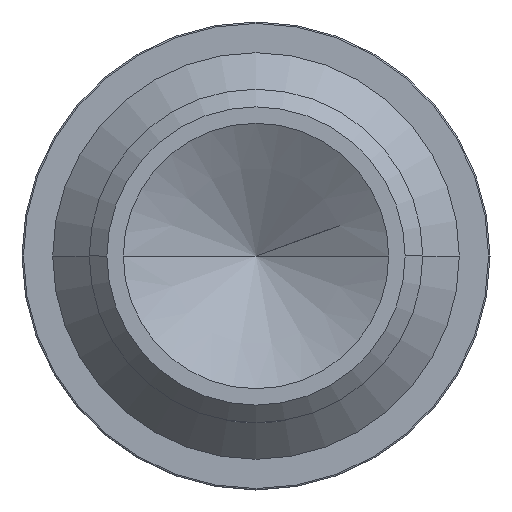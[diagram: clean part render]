
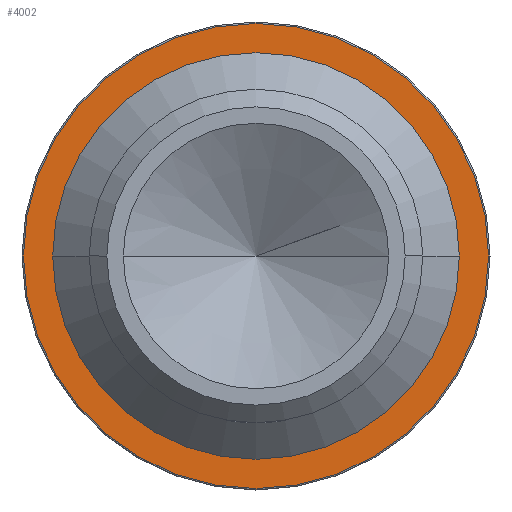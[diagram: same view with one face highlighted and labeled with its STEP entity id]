
A CAD part, front view. The second image highlights one B-rep face of the part: STEP entity #4002.
In plain terms, the highlighted planar face has unit normal (0, -1, 0).
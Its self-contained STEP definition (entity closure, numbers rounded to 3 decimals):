
#1764=CARTESIAN_POINT('',(0.,-0.004,0.));
#1765=DIRECTION('',(0.,-1.,0.));
#1766=DIRECTION('',(1.,0.,0.));
#1767=AXIS2_PLACEMENT_3D('',#1764,#1765,#1766);
#1779=CARTESIAN_POINT('',(0.,-0.004,0.));
#1780=DIRECTION('',(0.,-1.,0.));
#1781=DIRECTION('',(-1.,0.,0.));
#1782=AXIS2_PLACEMENT_3D('',#1779,#1780,#1781);
#1825=CARTESIAN_POINT('',(0.,-0.004,0.));
#1826=DIRECTION('',(0.,-1.,0.));
#1827=DIRECTION('',(-1.,0.,0.));
#1828=AXIS2_PLACEMENT_3D('',#1825,#1826,#1827);
#1830=CARTESIAN_POINT('',(0.,-0.004,0.));
#1831=DIRECTION('',(0.,1.,0.));
#1832=DIRECTION('',(-1.,0.,0.));
#1833=AXIS2_PLACEMENT_3D('',#1830,#1831,#1832);
#2223=CARTESIAN_POINT('',(-3.479,-0.004,0.));
#2225=VERTEX_POINT('',#2223);
#2229=CARTESIAN_POINT('',(3.479,-0.004,0.));
#2231=VERTEX_POINT('',#2229);
#2325=CARTESIAN_POINT('',(3.98,-0.004,0.));
#2326=CARTESIAN_POINT('',(-3.98,-0.004,0.));
#2327=VERTEX_POINT('',#2325);
#2328=VERTEX_POINT('',#2326);
#3986=CARTESIAN_POINT('',(0.,-0.004,0.));
#3987=DIRECTION('',(0.,1.,0.));
#3988=DIRECTION('',(1.,0.,0.));
#3989=AXIS2_PLACEMENT_3D('',#3986,#3987,#3988);
#3990=PLANE('',#3989);
#3991=ORIENTED_EDGE('',*,*,#3976,.F.);
#3993=ORIENTED_EDGE('',*,*,#3992,.F.);
#3994=EDGE_LOOP('',(#3991,#3993));
#3995=FACE_OUTER_BOUND('',#3994,.F.);
#3997=ORIENTED_EDGE('',*,*,#3996,.T.);
#3999=ORIENTED_EDGE('',*,*,#3998,.F.);
#4000=EDGE_LOOP('',(#3997,#3999));
#4001=FACE_BOUND('',#4000,.F.);
#4002=ADVANCED_FACE('',(#3995,#4001),#3990,.F.);
#1768=CIRCLE('',#1767,3.98);
#1783=CIRCLE('',#1782,3.98);
#1829=CIRCLE('',#1828,3.479);
#1834=CIRCLE('',#1833,3.479);
#3976=EDGE_CURVE('',#2327,#2328,#1768,.T.);
#3992=EDGE_CURVE('',#2328,#2327,#1783,.T.);
#3996=EDGE_CURVE('',#2225,#2231,#1829,.T.);
#3998=EDGE_CURVE('',#2225,#2231,#1834,.T.);
